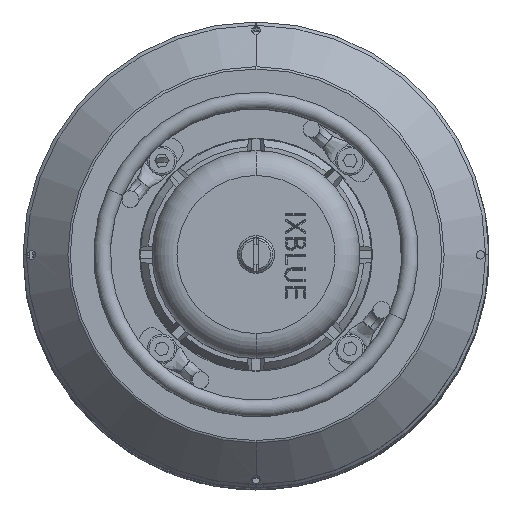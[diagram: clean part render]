
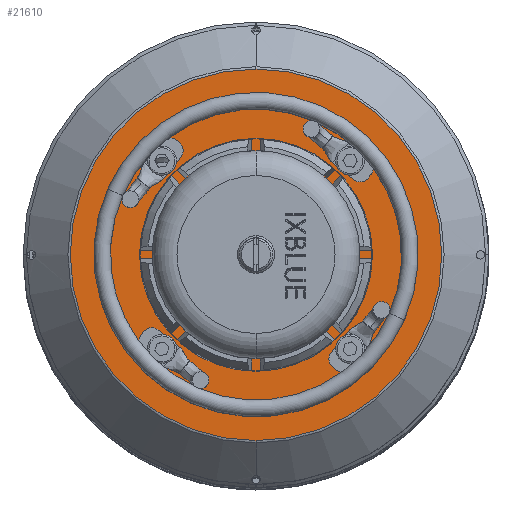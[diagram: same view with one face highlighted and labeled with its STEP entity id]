
A CAD part, top view. The second image highlights one B-rep face of the part: STEP entity #21610.
In plain terms, the highlighted planar face has unit normal (0, 0, 1).
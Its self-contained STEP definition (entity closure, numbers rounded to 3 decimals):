
#164 = CIRCLE ( 'NONE', #21924, 1.65 ) ;
#835 = DIRECTION ( 'NONE',  ( 0., -1., 0. ) ) ;
#863 = CARTESIAN_POINT ( 'NONE',  ( -22.627, 24.277, 308.4 ) ) ;
#1006 = DIRECTION ( 'NONE',  ( 0., 1., 0. ) ) ;
#1446 = DIRECTION ( 'NONE',  ( 0., 1., 0. ) ) ;
#1772 = CARTESIAN_POINT ( 'NONE',  ( 22.627, 20.977, 308.4 ) ) ;
#1971 = ORIENTED_EDGE ( 'NONE', *, *, #23374, .T. ) ;
#2017 = ORIENTED_EDGE ( 'NONE', *, *, #8825, .F. ) ;
#2383 = VERTEX_POINT ( 'NONE', #2426 ) ;
#2426 = CARTESIAN_POINT ( 'NONE',  ( 0., 22.25, 308.4 ) ) ;
#2786 = CIRCLE ( 'NONE', #21510, 1.65 ) ;
#2964 = EDGE_CURVE ( 'NONE', #19768, #6131, #2786, .T. ) ;
#2994 = DIRECTION ( 'NONE',  ( 0., 0., 1. ) ) ;
#3453 = FACE_BOUND ( 'NONE', #5666, .T. ) ;
#3582 = PLANE ( 'NONE',  #11893 ) ;
#3628 = DIRECTION ( 'NONE',  ( 0., 1., 0. ) ) ;
#3854 = FACE_BOUND ( 'NONE', #16716, .T. ) ;
#4034 = DIRECTION ( 'NONE',  ( 0., 0., 1. ) ) ;
#4042 = ORIENTED_EDGE ( 'NONE', *, *, #24606, .F. ) ;
#4920 = VERTEX_POINT ( 'NONE', #863 ) ;
#5070 = DIRECTION ( 'NONE',  ( 0., 0., 1. ) ) ;
#5435 = CARTESIAN_POINT ( 'NONE',  ( 0., 0., 308.4 ) ) ;
#5510 = CIRCLE ( 'NONE', #8118, 44.669 ) ;
#5545 = CIRCLE ( 'NONE', #7290, 1.65 ) ;
#5586 = DIRECTION ( 'NONE',  ( 0., 1., 0. ) ) ;
#5639 = DIRECTION ( 'NONE',  ( 0., 0., 1. ) ) ;
#5666 = EDGE_LOOP ( 'NONE', ( #25403, #21700 ) ) ;
#5703 = ORIENTED_EDGE ( 'NONE', *, *, #26670, .T. ) ;
#5813 = EDGE_CURVE ( 'NONE', #6131, #19768, #7764, .T. ) ;
#5886 = CARTESIAN_POINT ( 'NONE',  ( -22.627, -20.977, 308.4 ) ) ;
#5965 = VERTEX_POINT ( 'NONE', #5886 ) ;
#6082 = CARTESIAN_POINT ( 'NONE',  ( -22.627, 20.977, 308.4 ) ) ;
#6131 = VERTEX_POINT ( 'NONE', #1772 ) ;
#6437 = CARTESIAN_POINT ( 'NONE',  ( -22.627, 22.627, 308.4 ) ) ;
#6482 = CIRCLE ( 'NONE', #26021, 44.669 ) ;
#6583 = CIRCLE ( 'NONE', #23120, 22.25 ) ;
#6948 = EDGE_CURVE ( 'NONE', #5965, #22687, #5545, .T. ) ;
#7201 = EDGE_LOOP ( 'NONE', ( #5703, #1971 ) ) ;
#7290 = AXIS2_PLACEMENT_3D ( 'NONE', #26486, #22166, #18071 ) ;
#7642 = CARTESIAN_POINT ( 'NONE',  ( 22.627, -22.627, 308.4 ) ) ;
#7644 = ORIENTED_EDGE ( 'NONE', *, *, #25958, .F. ) ;
#7764 = CIRCLE ( 'NONE', #22589, 1.65 ) ;
#7801 = DIRECTION ( 'NONE',  ( 0., 1., 0. ) ) ;
#8013 = CIRCLE ( 'NONE', #8883, 1.65 ) ;
#8066 = CARTESIAN_POINT ( 'NONE',  ( 22.627, -20.977, 308.4 ) ) ;
#8072 = FACE_BOUND ( 'NONE', #17973, .T. ) ;
#8118 = AXIS2_PLACEMENT_3D ( 'NONE', #24437, #18609, #26743 ) ;
#8321 = VERTEX_POINT ( 'NONE', #21703 ) ;
#8825 = EDGE_CURVE ( 'NONE', #8321, #15908, #21033, .T. ) ;
#8883 = AXIS2_PLACEMENT_3D ( 'NONE', #9105, #2994, #3628 ) ;
#9105 = CARTESIAN_POINT ( 'NONE',  ( -22.627, 22.627, 308.4 ) ) ;
#9469 = AXIS2_PLACEMENT_3D ( 'NONE', #6437, #15154, #12960 ) ;
#9624 = AXIS2_PLACEMENT_3D ( 'NONE', #23476, #21586, #1006 ) ;
#9751 = EDGE_LOOP ( 'NONE', ( #4042, #18572 ) ) ;
#9799 = ORIENTED_EDGE ( 'NONE', *, *, #21646, .F. ) ;
#10009 = EDGE_LOOP ( 'NONE', ( #7644, #2017 ) ) ;
#10484 = VERTEX_POINT ( 'NONE', #25363 ) ;
#11655 = CARTESIAN_POINT ( 'NONE',  ( 0., -44.669, 308.4 ) ) ;
#11809 = DIRECTION ( 'NONE',  ( 0., 1., 0. ) ) ;
#11893 = AXIS2_PLACEMENT_3D ( 'NONE', #22132, #11899, #18046 ) ;
#11899 = DIRECTION ( 'NONE',  ( 0., 0., -1. ) ) ;
#12308 = FACE_OUTER_BOUND ( 'NONE', #7201, .T. ) ;
#12432 = CARTESIAN_POINT ( 'NONE',  ( -22.627, -24.277, 308.4 ) ) ;
#12960 = DIRECTION ( 'NONE',  ( 0., 1., 0. ) ) ;
#13753 = DIRECTION ( 'NONE',  ( 0., 0., 1. ) ) ;
#14940 = AXIS2_PLACEMENT_3D ( 'NONE', #20530, #4034, #18623 ) ;
#15105 = EDGE_CURVE ( 'NONE', #25575, #2383, #6583, .T. ) ;
#15154 = DIRECTION ( 'NONE',  ( 0., 0., 1. ) ) ;
#15854 = VERTEX_POINT ( 'NONE', #11655 ) ;
#15908 = VERTEX_POINT ( 'NONE', #8066 ) ;
#16140 = FACE_BOUND ( 'NONE', #10009, .T. ) ;
#16618 = CIRCLE ( 'NONE', #9624, 22.25 ) ;
#16716 = EDGE_LOOP ( 'NONE', ( #25089, #26630 ) ) ;
#17011 = EDGE_CURVE ( 'NONE', #19752, #4920, #8013, .T. ) ;
#17183 = ORIENTED_EDGE ( 'NONE', *, *, #6948, .F. ) ;
#17751 = DIRECTION ( 'NONE',  ( 0., 0., 1. ) ) ;
#17973 = EDGE_LOOP ( 'NONE', ( #17183, #9799 ) ) ;
#18046 = DIRECTION ( 'NONE',  ( -1., 0., 0. ) ) ;
#18071 = DIRECTION ( 'NONE',  ( 0., 1., 0. ) ) ;
#18169 = CARTESIAN_POINT ( 'NONE',  ( -22.627, -22.627, 308.4 ) ) ;
#18572 = ORIENTED_EDGE ( 'NONE', *, *, #17011, .F. ) ;
#18609 = DIRECTION ( 'NONE',  ( 0., 0., 1. ) ) ;
#18623 = DIRECTION ( 'NONE',  ( 0., 1., 0. ) ) ;
#19073 = CIRCLE ( 'NONE', #9469, 1.65 ) ;
#19752 = VERTEX_POINT ( 'NONE', #6082 ) ;
#19768 = VERTEX_POINT ( 'NONE', #26764 ) ;
#20096 = EDGE_CURVE ( 'NONE', #2383, #25575, #16618, .T. ) ;
#20530 = CARTESIAN_POINT ( 'NONE',  ( 22.627, -22.627, 308.4 ) ) ;
#21033 = CIRCLE ( 'NONE', #14940, 1.65 ) ;
#21443 = DIRECTION ( 'NONE',  ( 0., 1., 0. ) ) ;
#21510 = AXIS2_PLACEMENT_3D ( 'NONE', #24467, #24201, #11809 ) ;
#21586 = DIRECTION ( 'NONE',  ( 0., 0., 1. ) ) ;
#21610 = ADVANCED_FACE ( 'NONE', ( #3854, #16140, #3453, #24289, #8072, #12308 ), #3582, .F. ) ;
#21646 = EDGE_CURVE ( 'NONE', #22687, #5965, #164, .T. ) ;
#21700 = ORIENTED_EDGE ( 'NONE', *, *, #5813, .F. ) ;
#21703 = CARTESIAN_POINT ( 'NONE',  ( 22.627, -24.277, 308.4 ) ) ;
#21924 = AXIS2_PLACEMENT_3D ( 'NONE', #18169, #26451, #7801 ) ;
#22086 = CIRCLE ( 'NONE', #24679, 1.65 ) ;
#22132 = CARTESIAN_POINT ( 'NONE',  ( 0., 45., 308.4 ) ) ;
#22166 = DIRECTION ( 'NONE',  ( 0., 0., 1. ) ) ;
#22589 = AXIS2_PLACEMENT_3D ( 'NONE', #23871, #5070, #21443 ) ;
#22687 = VERTEX_POINT ( 'NONE', #12432 ) ;
#23120 = AXIS2_PLACEMENT_3D ( 'NONE', #24315, #5639, #1446 ) ;
#23374 = EDGE_CURVE ( 'NONE', #10484, #15854, #5510, .T. ) ;
#23476 = CARTESIAN_POINT ( 'NONE',  ( 0., 0., 308.4 ) ) ;
#23871 = CARTESIAN_POINT ( 'NONE',  ( 22.627, 22.627, 308.4 ) ) ;
#24201 = DIRECTION ( 'NONE',  ( 0., 0., 1. ) ) ;
#24289 = FACE_BOUND ( 'NONE', #9751, .T. ) ;
#24315 = CARTESIAN_POINT ( 'NONE',  ( 0., 0., 308.4 ) ) ;
#24437 = CARTESIAN_POINT ( 'NONE',  ( 0., 0., 308.4 ) ) ;
#24467 = CARTESIAN_POINT ( 'NONE',  ( 22.627, 22.627, 308.4 ) ) ;
#24606 = EDGE_CURVE ( 'NONE', #4920, #19752, #19073, .T. ) ;
#24679 = AXIS2_PLACEMENT_3D ( 'NONE', #7642, #17751, #5586 ) ;
#25089 = ORIENTED_EDGE ( 'NONE', *, *, #20096, .F. ) ;
#25363 = CARTESIAN_POINT ( 'NONE',  ( 0., 44.669, 308.4 ) ) ;
#25403 = ORIENTED_EDGE ( 'NONE', *, *, #2964, .F. ) ;
#25575 = VERTEX_POINT ( 'NONE', #26719 ) ;
#25958 = EDGE_CURVE ( 'NONE', #15908, #8321, #22086, .T. ) ;
#26021 = AXIS2_PLACEMENT_3D ( 'NONE', #5435, #13753, #835 ) ;
#26451 = DIRECTION ( 'NONE',  ( 0., 0., 1. ) ) ;
#26486 = CARTESIAN_POINT ( 'NONE',  ( -22.627, -22.627, 308.4 ) ) ;
#26630 = ORIENTED_EDGE ( 'NONE', *, *, #15105, .F. ) ;
#26670 = EDGE_CURVE ( 'NONE', #15854, #10484, #6482, .T. ) ;
#26719 = CARTESIAN_POINT ( 'NONE',  ( 0., -22.25, 308.4 ) ) ;
#26743 = DIRECTION ( 'NONE',  ( 0., -1., 0. ) ) ;
#26764 = CARTESIAN_POINT ( 'NONE',  ( 22.627, 24.277, 308.4 ) ) ;
